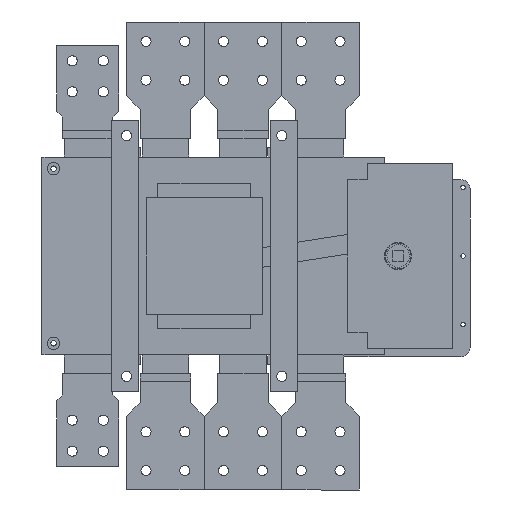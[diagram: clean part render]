
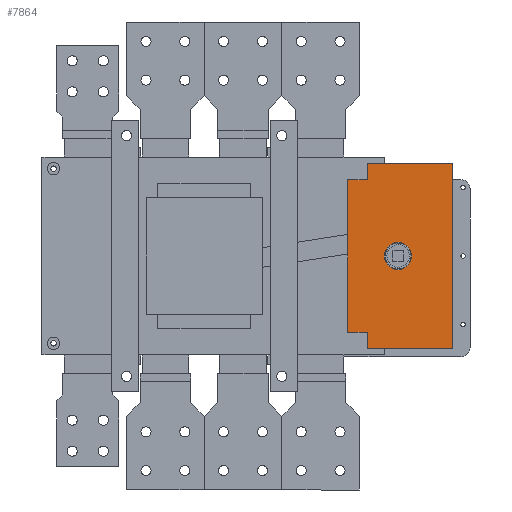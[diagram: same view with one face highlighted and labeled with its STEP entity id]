
A CAD part, front view. The second image highlights one B-rep face of the part: STEP entity #7864.
In plain terms, the highlighted planar face has unit normal (0, -1, 0).
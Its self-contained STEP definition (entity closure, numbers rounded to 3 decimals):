
#7782=CARTESIAN_POINT('',(434.973,-157.5,247.));
#7783=DIRECTION('',(0.0,1.0,0.0));
#7784=DIRECTION('',(0.0,0.0,1.0));
#7785=AXIS2_PLACEMENT_3D('',#7782,#7783,#7784);
#7786=PLANE('',#7785);
#7787=CARTESIAN_POINT('',(394.,-157.5,226.));
#7788=VERTEX_POINT('',#7787);
#7789=CARTESIAN_POINT('',(419.,-157.5,226.));
#7790=VERTEX_POINT('',#7789);
#7791=CARTESIAN_POINT('',(394.,-157.5,226.));
#7792=DIRECTION('',(1.0,0.0,0.0));
#7793=VECTOR('',#7792,25.);
#7794=LINE('',#7791,#7793);
#7795=EDGE_CURVE('',#7788,#7790,#7794,.T.);
#7796=ORIENTED_EDGE('',*,*,#7795,.F.);
#7797=CARTESIAN_POINT('',(394.,-157.5,29.));
#7798=VERTEX_POINT('',#7797);
#7799=CARTESIAN_POINT('',(394.,-157.5,29.));
#7800=DIRECTION('',(0.0,0.0,1.0));
#7801=VECTOR('',#7800,197.0);
#7802=LINE('',#7799,#7801);
#7803=EDGE_CURVE('',#7798,#7788,#7802,.T.);
#7804=ORIENTED_EDGE('',*,*,#7803,.F.);
#7805=CARTESIAN_POINT('',(419.,-157.5,29.));
#7806=VERTEX_POINT('',#7805);
#7807=CARTESIAN_POINT('',(419.,-157.5,29.));
#7808=DIRECTION('',(-1.0,0.0,0.0));
#7809=VECTOR('',#7808,25.);
#7810=LINE('',#7807,#7809);
#7811=EDGE_CURVE('',#7806,#7798,#7810,.T.);
#7812=ORIENTED_EDGE('',*,*,#7811,.F.);
#7813=CARTESIAN_POINT('',(419.,-157.5,8.));
#7814=VERTEX_POINT('',#7813);
#7815=CARTESIAN_POINT('',(419.,-157.5,8.));
#7816=DIRECTION('',(0.0,0.0,1.0));
#7817=VECTOR('',#7816,21.);
#7818=LINE('',#7815,#7817);
#7819=EDGE_CURVE('',#7814,#7806,#7818,.T.);
#7820=ORIENTED_EDGE('',*,*,#7819,.F.);
#7821=CARTESIAN_POINT('',(529.,-157.5,8.));
#7822=VERTEX_POINT('',#7821);
#7823=CARTESIAN_POINT('',(529.,-157.5,8.));
#7824=DIRECTION('',(-1.0,0.0,0.0));
#7825=VECTOR('',#7824,110.);
#7826=LINE('',#7823,#7825);
#7827=EDGE_CURVE('',#7822,#7814,#7826,.T.);
#7828=ORIENTED_EDGE('',*,*,#7827,.F.);
#7829=CARTESIAN_POINT('',(529.,-157.5,247.));
#7830=VERTEX_POINT('',#7829);
#7831=CARTESIAN_POINT('',(529.,-157.5,247.));
#7832=DIRECTION('',(0.0,0.0,-1.0));
#7833=VECTOR('',#7832,239.);
#7834=LINE('',#7831,#7833);
#7835=EDGE_CURVE('',#7830,#7822,#7834,.T.);
#7836=ORIENTED_EDGE('',*,*,#7835,.F.);
#7837=CARTESIAN_POINT('',(419.,-157.5,247.));
#7838=VERTEX_POINT('',#7837);
#7839=CARTESIAN_POINT('',(419.,-157.5,247.));
#7840=DIRECTION('',(1.0,0.0,0.0));
#7841=VECTOR('',#7840,110.);
#7842=LINE('',#7839,#7841);
#7843=EDGE_CURVE('',#7838,#7830,#7842,.T.);
#7844=ORIENTED_EDGE('',*,*,#7843,.F.);
#7845=CARTESIAN_POINT('',(419.,-157.5,226.));
#7846=DIRECTION('',(0.0,0.0,1.0));
#7847=VECTOR('',#7846,21.);
#7848=LINE('',#7845,#7847);
#7849=EDGE_CURVE('',#7790,#7838,#7848,.T.);
#7850=ORIENTED_EDGE('',*,*,#7849,.F.);
#7851=EDGE_LOOP('',(#7796,#7804,#7812,#7820,#7828,#7836,#7844,#7850));
#7852=FACE_OUTER_BOUND('',#7851,.T.);
#7853=CARTESIAN_POINT('',(476.037,-157.5,127.5));
#7854=VERTEX_POINT('',#7853);
#7855=CARTESIAN_POINT('',(458.537,-157.5,127.5));
#7856=DIRECTION('',(0.0,1.0,0.0));
#7857=DIRECTION('',(-1.0,0.0,0.0));
#7858=AXIS2_PLACEMENT_3D('',#7855,#7856,#7857);
#7859=CIRCLE('',#7858,17.5);
#7860=EDGE_CURVE('',#7854,#7854,#7859,.T.);
#7861=ORIENTED_EDGE('',*,*,#7860,.T.);
#7862=EDGE_LOOP('',(#7861));
#7863=FACE_BOUND('',#7862,.T.);
#7864=ADVANCED_FACE('',(#7852,#7863),#7786,.F.);
